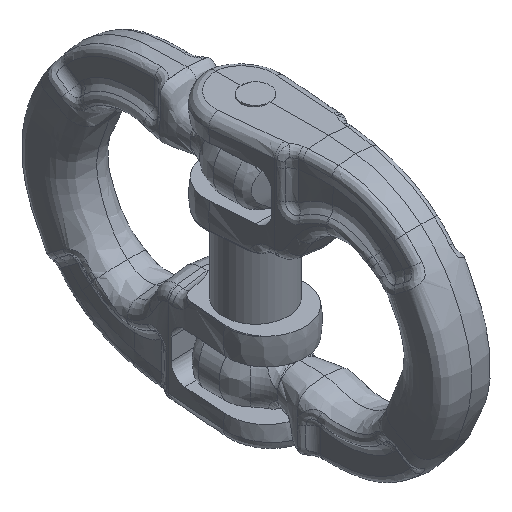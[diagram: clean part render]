
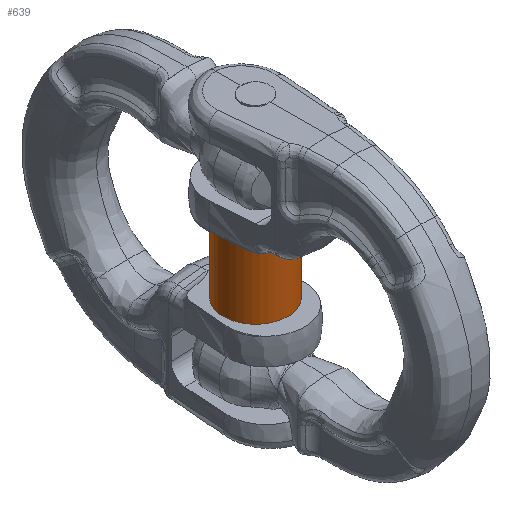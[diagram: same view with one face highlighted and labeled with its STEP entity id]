
A CAD part, isometric view. The second image highlights one B-rep face of the part: STEP entity #639.
In plain terms, the highlighted cylindrical face has radius 4.5 mm (diameter 9 mm), a full revolution.
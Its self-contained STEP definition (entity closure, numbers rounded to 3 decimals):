
#88=FACE_BOUND('',#1662,.T.);
#89=FACE_BOUND('',#1663,.T.);
#294=CYLINDRICAL_SURFACE('',#6308,4.5);
#639=ADVANCED_FACE('',(#88,#89),#294,.T.);
#1662=EDGE_LOOP('',(#3434));
#1663=EDGE_LOOP('',(#3435));
#3434=ORIENTED_EDGE('',*,*,#5414,.F.);
#3435=ORIENTED_EDGE('',*,*,#5415,.T.);
#4662=VERTEX_POINT('',#21823);
#4663=VERTEX_POINT('',#21825);
#5414=EDGE_CURVE('',#4662,#4662,#6004,.T.);
#5415=EDGE_CURVE('',#4663,#4663,#6005,.T.);
#6004=CIRCLE('',#6306,4.5);
#6005=CIRCLE('',#6307,4.5);
#6306=AXIS2_PLACEMENT_3D('',#21822,#6892,#6893);
#6307=AXIS2_PLACEMENT_3D('',#21824,#6894,#6895);
#6308=AXIS2_PLACEMENT_3D('',#21826,#6896,#6897);
#6892=DIRECTION('',(0.,0.,1.));
#6893=DIRECTION('',(1.,0.002,0.));
#6894=DIRECTION('',(0.,0.,1.));
#6895=DIRECTION('',(1.,0.002,0.));
#6896=DIRECTION('',(0.,0.,-1.));
#6897=DIRECTION('',(-1.,-0.002,0.));
#21822=CARTESIAN_POINT('',(0.,0.,
10.097));
#21823=CARTESIAN_POINT('',(4.5,0.009,10.097));
#21824=CARTESIAN_POINT('',(0.,0.,
0.097));
#21825=CARTESIAN_POINT('',(4.5,0.009,0.097));
#21826=CARTESIAN_POINT('',(0.,0.,
10.097));
